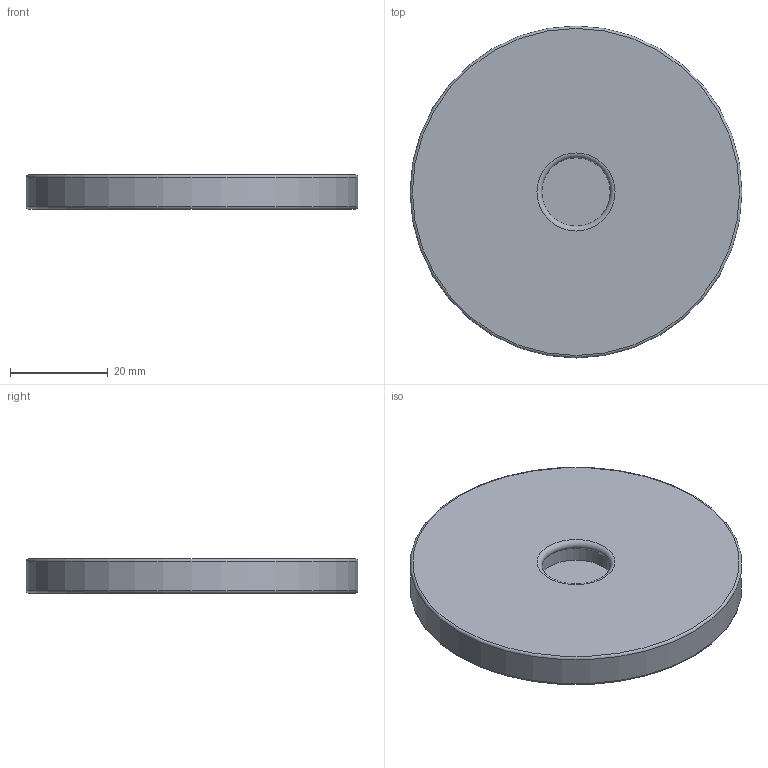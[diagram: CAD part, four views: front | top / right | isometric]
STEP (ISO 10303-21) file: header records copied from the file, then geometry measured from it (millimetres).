
FILE_DESCRIPTION(/* description */ ('Dämpfungsplatte für Teller 80'),/* implementation_level */ '2;1');
FILE_NAME(/* name */ '403538559 Dämpfungsplatte für Teller 80.stp',/* time_stamp */ '2020-01-24T14:13:04+01:00',/* author */ ('wheldmann'),/* organization */ (''),/* preprocessor_version */ 'ST-DEVELOPER v17.2',/* originating_system */ 'Autodesk Inventor 2019',/* authorisation */ '');
FILE_SCHEMA (('AUTOMOTIVE_DESIGN { 1 0 10303 214 3 1 1 }'));
Length unit declared in the file: millimetre
Products named in the file (1): 403538559
Bounding box: 68 x 68 x 7 mm (x, y, z)
Volume: 24083.4 mm3; surface area: 9005.3 mm2
Topology: 1 solids, 1 shells, 12 faces, 29 edges, 22 vertices
Faces by surface type: plane 5, cylinder 4, torus 3
Full cylindrical faces by diameter (mm): 15.5 x1, 16 x1, 40 x1, 68 x1
Entity records: 423 total; most frequent: DIRECTION 80, CARTESIAN_POINT 64, ORIENTED_EDGE 58, AXIS2_PLACEMENT_3D 38, EDGE_CURVE 29, CIRCLE 25, VERTEX_POINT 22, EDGE_LOOP 15
